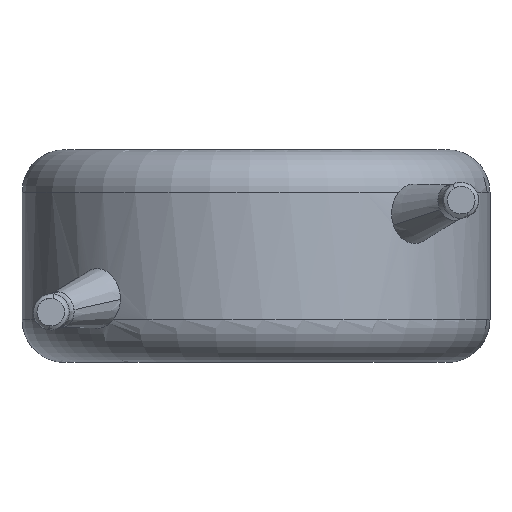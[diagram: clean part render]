
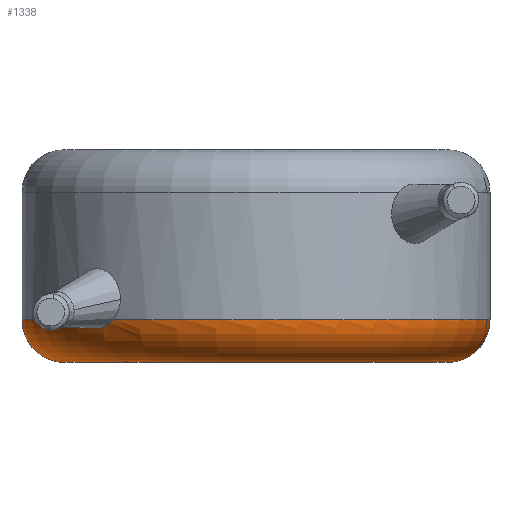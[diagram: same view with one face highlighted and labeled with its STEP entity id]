
A CAD part, front view. The second image highlights one B-rep face of the part: STEP entity #1338.
In plain terms, the highlighted toroidal (fillet/blend) face has major radius 4.5 mm and minor radius 1 mm.
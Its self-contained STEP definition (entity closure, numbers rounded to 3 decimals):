
#37 = CIRCLE ( 'NONE', #377, 5.5 ) ;
#143 = DIRECTION ( 'NONE',  ( 1., 0., 0. ) ) ;
#150 = CIRCLE ( 'NONE', #2621, 5.5 ) ;
#164 = CARTESIAN_POINT ( 'NONE',  ( -5.5, 0., 1. ) ) ;
#238 = EDGE_CURVE ( 'NONE', #1026, #1331, #150, .T. ) ;
#276 = DIRECTION ( 'NONE',  ( 0., 0., -1. ) ) ;
#343 = CARTESIAN_POINT ( 'NONE',  ( -3.357, -4.357, 1. ) ) ;
#377 = AXIS2_PLACEMENT_3D ( 'NONE', #923, #3486, #4170 ) ;
#476 = CARTESIAN_POINT ( 'NONE',  ( -3.357, -4.357, 1. ) ) ;
#486 = VERTEX_POINT ( 'NONE', #1271 ) ;
#494 = CARTESIAN_POINT ( 'NONE',  ( -3.458, -4.279, 0.876 ) ) ;
#598 = ORIENTED_EDGE ( 'NONE', *, *, #3419, .F. ) ;
#679 = CIRCLE ( 'NONE', #4112, 1. ) ;
#715 = AXIS2_PLACEMENT_3D ( 'NONE', #3185, #1592, #1919 ) ;
#796 = CARTESIAN_POINT ( 'NONE',  ( -4.063, -3.707, 1. ) ) ;
#862 = CARTESIAN_POINT ( 'NONE',  ( 0., 0., 0. ) ) ;
#923 = CARTESIAN_POINT ( 'NONE',  ( 0., 0., 1. ) ) ;
#951 = ORIENTED_EDGE ( 'NONE', *, *, #977, .F. ) ;
#958 = CARTESIAN_POINT ( 'NONE',  ( -4.063, -3.707, 1. ) ) ;
#977 = EDGE_CURVE ( 'NONE', #486, #4273, #3524, .T. ) ;
#1026 = VERTEX_POINT ( 'NONE', #343 ) ;
#1201 = FACE_OUTER_BOUND ( 'NONE', #2780, .T. ) ;
#1271 = CARTESIAN_POINT ( 'NONE',  ( -4.5, 0., 0. ) ) ;
#1331 = VERTEX_POINT ( 'NONE', #2300 ) ;
#1338 = ADVANCED_FACE ( 'NONE', ( #1201 ), #2980, .T. ) ;
#1415 = CARTESIAN_POINT ( 'NONE',  ( -3.776, -3.974, 0.807 ) ) ;
#1424 = ORIENTED_EDGE ( 'NONE', *, *, #3224, .T. ) ;
#1592 = DIRECTION ( 'NONE',  ( 0., 1., 0. ) ) ;
#1842 = AXIS2_PLACEMENT_3D ( 'NONE', #3592, #2290, #2622 ) ;
#1919 = DIRECTION ( 'NONE',  ( -1., 0., 0. ) ) ;
#2092 = CARTESIAN_POINT ( 'NONE',  ( -3.964, -3.805, 0.891 ) ) ;
#2106 = CARTESIAN_POINT ( 'NONE',  ( -4.019, -3.755, 0.939 ) ) ;
#2123 = DIRECTION ( 'NONE',  ( 1., 0., 0. ) ) ;
#2158 = EDGE_CURVE ( 'NONE', #4273, #2871, #37, .T. ) ;
#2176 = ORIENTED_EDGE ( 'NONE', *, *, #238, .F. ) ;
#2281 = AXIS2_PLACEMENT_3D ( 'NONE', #862, #3769, #143 ) ;
#2290 = DIRECTION ( 'NONE',  ( 0., 0., 1. ) ) ;
#2300 = CARTESIAN_POINT ( 'NONE',  ( 5.5, 0., 1. ) ) ;
#2428 = CARTESIAN_POINT ( 'NONE',  ( -3.842, -3.915, 0.824 ) ) ;
#2437 = CARTESIAN_POINT ( 'NONE',  ( 0., 0., 1. ) ) ;
#2519 = DIRECTION ( 'NONE',  ( 0., -1., 0. ) ) ;
#2539 = ORIENTED_EDGE ( 'NONE', *, *, #2158, .F. ) ;
#2561 = CARTESIAN_POINT ( 'NONE',  ( 4.5, 0., 0. ) ) ;
#2621 = AXIS2_PLACEMENT_3D ( 'NONE', #2437, #2817, #2123 ) ;
#2622 = DIRECTION ( 'NONE',  ( 1., 0., 0. ) ) ;
#2780 = EDGE_LOOP ( 'NONE', ( #951, #4127, #1424, #2176, #598, #2539 ) ) ;
#2817 = DIRECTION ( 'NONE',  ( 0., 0., 1. ) ) ;
#2871 = VERTEX_POINT ( 'NONE', #958 ) ;
#2901 = B_SPLINE_CURVE_WITH_KNOTS ( 'NONE', 3,
 ( #796, #2106, #2092, #2428, #1415, #4064, #494, #476 ),
 .UNSPECIFIED., .F., .F.,
 ( 4, 2, 2, 4 ),
 ( 0., 0., 0.001, 0.001 ),
 .UNSPECIFIED. ) ;
#2980 = TOROIDAL_SURFACE ( 'NONE', #1842, 4.5, 1. ) ;
#3185 = CARTESIAN_POINT ( 'NONE',  ( -4.5, 0., 1. ) ) ;
#3224 = EDGE_CURVE ( 'NONE', #3243, #1331, #679, .T. ) ;
#3243 = VERTEX_POINT ( 'NONE', #2561 ) ;
#3419 = EDGE_CURVE ( 'NONE', #2871, #1026, #2901, .T. ) ;
#3486 = DIRECTION ( 'NONE',  ( 0., 0., 1. ) ) ;
#3524 = CIRCLE ( 'NONE', #715, 1. ) ;
#3538 = CIRCLE ( 'NONE', #2281, 4.5 ) ;
#3592 = CARTESIAN_POINT ( 'NONE',  ( 0., 0., 1. ) ) ;
#3608 = EDGE_CURVE ( 'NONE', #3243, #486, #3538, .T. ) ;
#3769 = DIRECTION ( 'NONE',  ( 0., 0., -1. ) ) ;
#3860 = CARTESIAN_POINT ( 'NONE',  ( 4.5, 0., 1. ) ) ;
#4064 = CARTESIAN_POINT ( 'NONE',  ( -3.581, -4.153, 0.806 ) ) ;
#4112 = AXIS2_PLACEMENT_3D ( 'NONE', #3860, #2519, #276 ) ;
#4127 = ORIENTED_EDGE ( 'NONE', *, *, #3608, .F. ) ;
#4170 = DIRECTION ( 'NONE',  ( 1., 0., 0. ) ) ;
#4273 = VERTEX_POINT ( 'NONE', #164 ) ;
